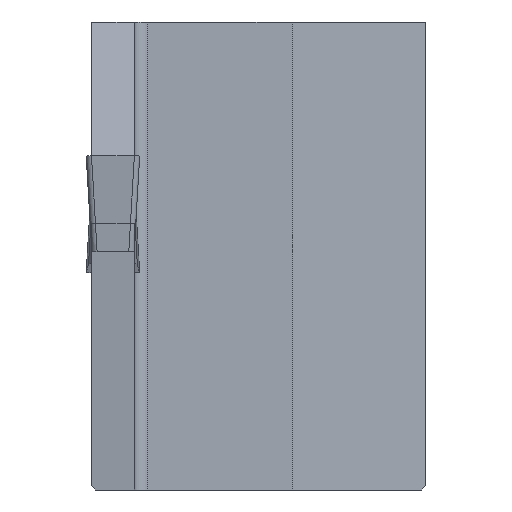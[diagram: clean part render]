
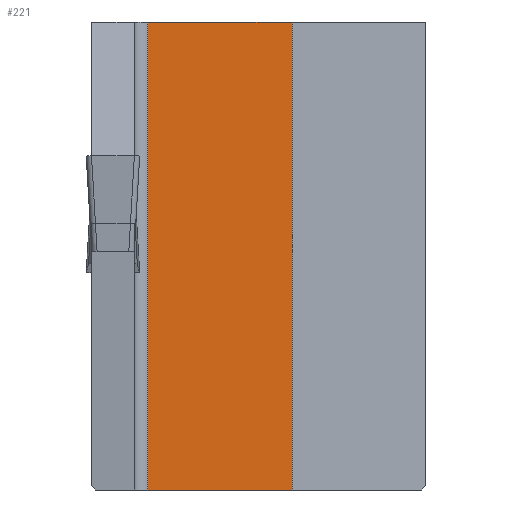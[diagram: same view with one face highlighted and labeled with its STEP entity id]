
A CAD part, left-side view. The second image highlights one B-rep face of the part: STEP entity #221.
In plain terms, the highlighted planar face has unit normal (-1, 0, 0).
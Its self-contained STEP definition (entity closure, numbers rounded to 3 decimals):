
#221=ADVANCED_FACE('',(#319),#273,.T.);
#273=PLANE('',#1166);
#319=FACE_OUTER_BOUND('',#371,.T.);
#371=EDGE_LOOP('',(#448,#449,#450,#451));
#448=ORIENTED_EDGE('',*,*,#793,.F.);
#449=ORIENTED_EDGE('',*,*,#807,.T.);
#450=ORIENTED_EDGE('',*,*,#808,.T.);
#451=ORIENTED_EDGE('',*,*,#809,.T.);
#704=VERTEX_POINT('',#1507);
#705=VERTEX_POINT('',#1509);
#718=VERTEX_POINT('',#1539);
#719=VERTEX_POINT('',#1541);
#793=EDGE_CURVE('',#704,#705,#927,.T.);
#807=EDGE_CURVE('',#704,#718,#941,.T.);
#808=EDGE_CURVE('',#718,#719,#942,.T.);
#809=EDGE_CURVE('',#719,#705,#943,.T.);
#927=LINE('',#1508,#1047);
#941=LINE('',#1538,#1061);
#942=LINE('',#1540,#1062);
#943=LINE('',#1542,#1063);
#1047=VECTOR('',#1244,1.);
#1061=VECTOR('',#1264,1.);
#1062=VECTOR('',#1265,1.);
#1063=VECTOR('',#1266,1.);
#1166=AXIS2_PLACEMENT_3D('',#1543,#1267,#1268);
#1244=DIRECTION('',(0.,-1.,0.));
#1264=DIRECTION('',(0.,0.,-1.));
#1265=DIRECTION('',(0.,-1.,0.));
#1266=DIRECTION('',(0.,0.,1.));
#1267=DIRECTION('',(-1.,0.,0.));
#1268=DIRECTION('',(0.,0.,1.));
#1507=CARTESIAN_POINT('',(23.,-4.2,10.));
#1508=CARTESIAN_POINT('',(23.,-28.2,10.));
#1509=CARTESIAN_POINT('',(23.,-15.,10.));
#1538=CARTESIAN_POINT('',(23.,-4.2,10.));
#1539=CARTESIAN_POINT('',(23.,-4.2,-25.));
#1540=CARTESIAN_POINT('',(23.,-28.2,-25.));
#1541=CARTESIAN_POINT('',(23.,-15.,-25.));
#1542=CARTESIAN_POINT('',(23.,-15.,-30.));
#1543=CARTESIAN_POINT('',(23.,-28.2,10.));
